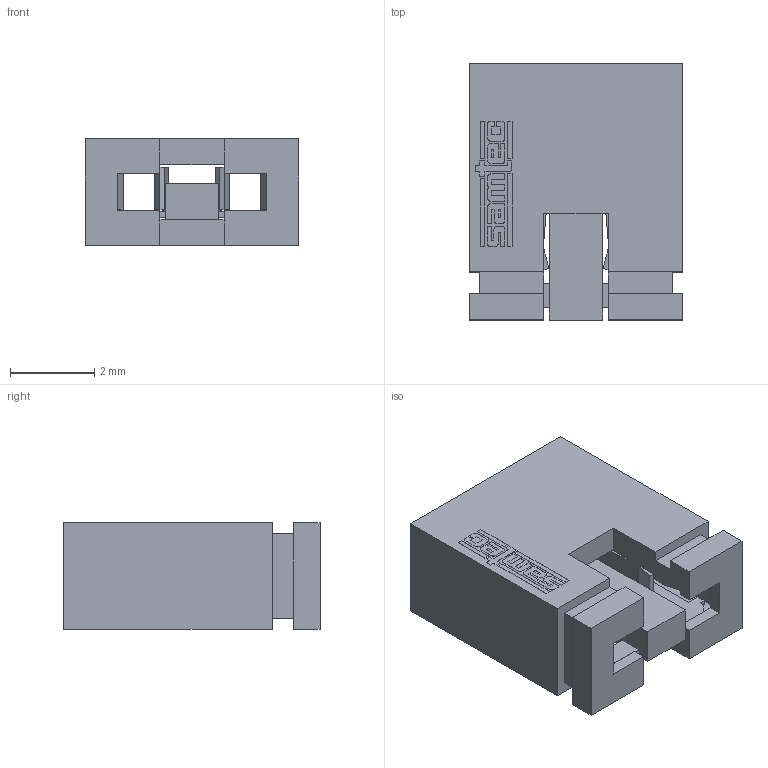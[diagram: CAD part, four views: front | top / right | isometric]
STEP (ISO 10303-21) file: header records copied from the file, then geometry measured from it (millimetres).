
FILE_DESCRIPTION(/* description */ (''),/* implementation_level */ '2;1');
FILE_NAME(/* name */ 'Assembly1.stp',/* time_stamp */ '2021-05-27T18:00:57+02:00',/* author */ ('PC2'),/* organization */ (''),/* preprocessor_version */ 'ST-DEVELOPER v17.2',/* originating_system */ 'Autodesk Inventor 2019',/* authorisation */ '');
FILE_SCHEMA (('AUTOMOTIVE_DESIGN { 1 0 10303 214 3 1 1 }'));
Products named in the file (5): Assembly1; SNT-100-BK-G; SNT-100-BK_body; SNT-100_pins; Samtec
Assembly tree (4 placements, depth 3):
  Assembly1
    SNT-100-BK-G
      SNT-100-BK_body
      SNT-100_pins
    Samtec
Bounding box: 5.08 x 6.1 x 2.54 mm (x, y, z)
Volume: 49.5 mm3; surface area: 251.1 mm2
Topology: 12 solids, 12 shells, 296 faces, 803 edges, 530 vertices
Faces by surface type: plane 236, bspline 44, cylinder 16
Entity records: 9586 total; most frequent: CARTESIAN_POINT 2148, ORIENTED_EDGE 1606, DIRECTION 1313, EDGE_CURVE 803, LINE 683, VECTOR 683, VERTEX_POINT 530, AXIS2_PLACEMENT_3D 315
